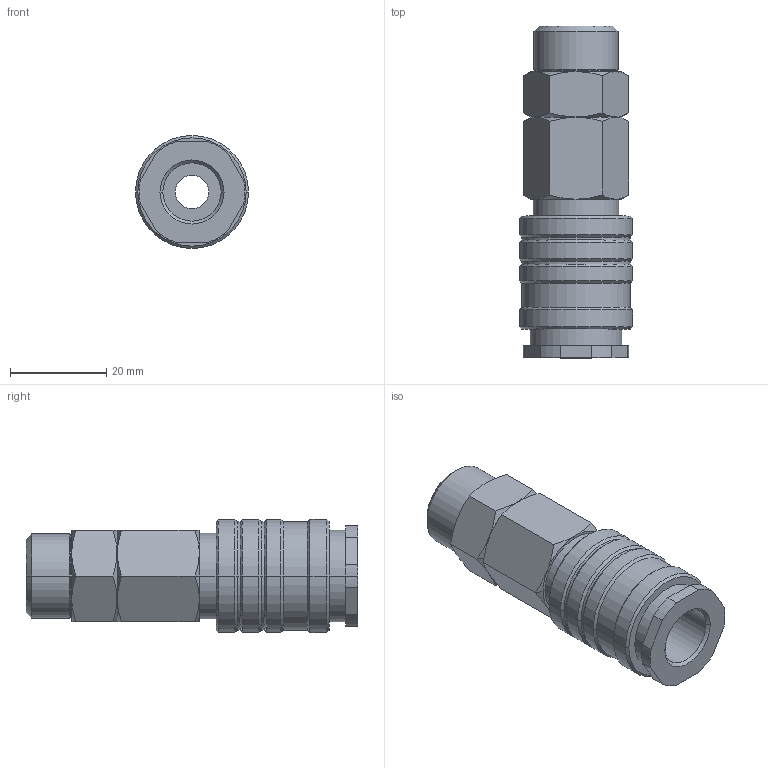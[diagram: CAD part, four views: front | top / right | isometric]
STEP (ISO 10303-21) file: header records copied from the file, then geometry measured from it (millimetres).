
FILE_DESCRIPTION(('STEP AP214'),'1');
FILE_NAME('esi_8_tqab.stp','2020-03-05T08:52:57',('TraceParts'),('TraceParts S.A.'),'Spatial InterOp 3D',' ',' ');
FILE_SCHEMA(('automotive_design'));
Length unit declared in the file: millimetre
Products named in the file (1): 1
Bounding box: 23.5 x 69 x 23.5 mm (x, y, z)
Volume: 18904.3 mm3; surface area: 7562 mm2
Topology: 1 solids, 1 shells, 118 faces, 256 edges, 148 vertices
Faces by surface type: cone 54, cylinder 36, plane 28
Entity records: 4180 total; most frequent: CARTESIAN_POINT 715, DIRECTION 558, ORIENTED_EDGE 512, EDGE_CURVE 256, AXIS2_PLACEMENT_3D 231, VERTEX_POINT 148, EDGE_LOOP 128, STYLED_ITEM 118
